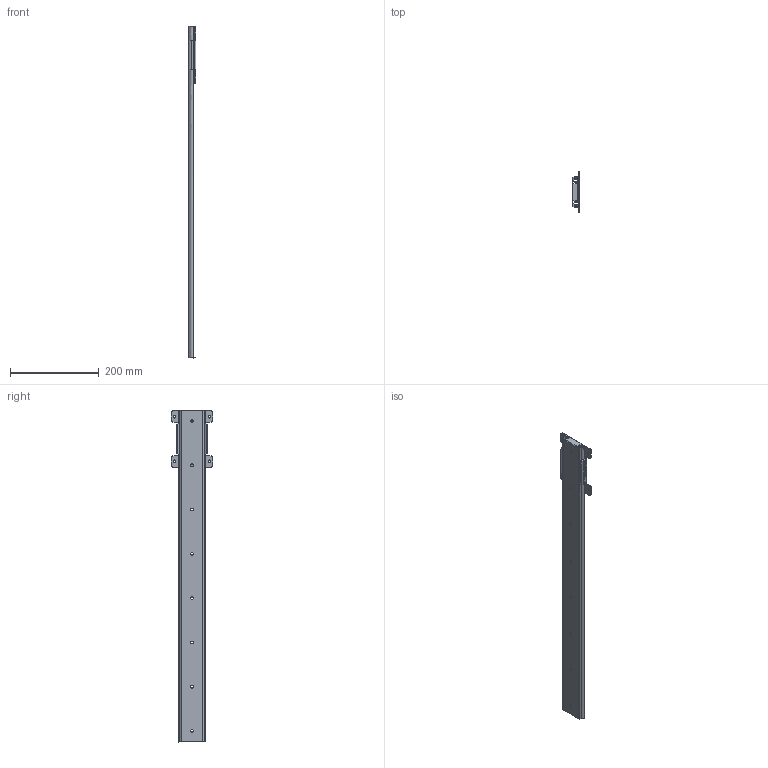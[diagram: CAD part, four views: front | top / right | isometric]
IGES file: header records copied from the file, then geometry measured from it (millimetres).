
Start section: SolidWorks IGES file using analytic representation for surfaces
Bounding box: 18 x 94 x 750 mm (x, y, z)
Surface area: 165795.2 mm2 (no closed solid volume)
Topology: 0 solids, 0 shells, 186 faces, 2860 edges, 2860 vertices
Faces by surface type: bspline 94, revolution 92
